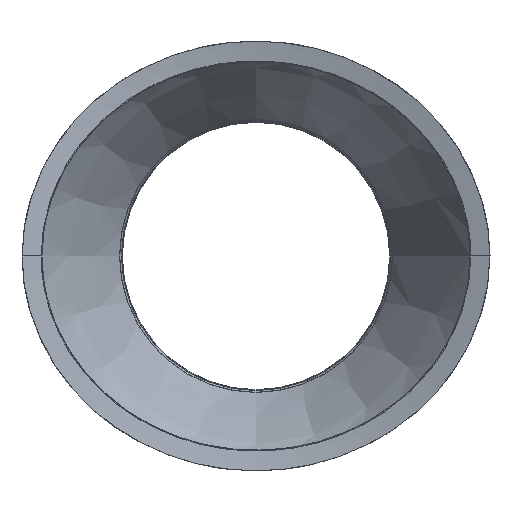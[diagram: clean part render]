
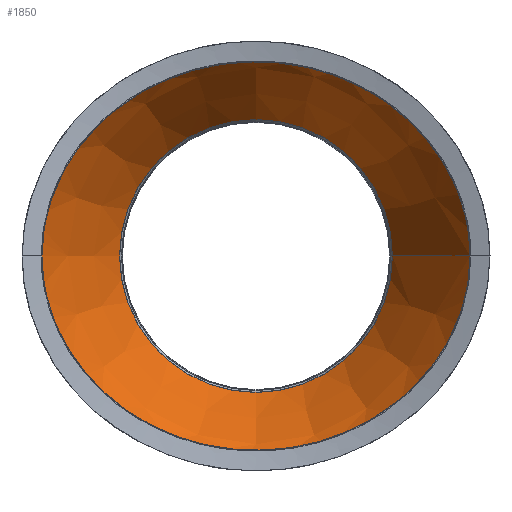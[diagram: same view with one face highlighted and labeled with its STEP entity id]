
A CAD part, front view. The second image highlights one B-rep face of the part: STEP entity #1850.
In plain terms, the highlighted conical face has half-angle 30 degrees and reference radius 98.609 mm.
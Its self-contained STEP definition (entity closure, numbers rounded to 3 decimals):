
#122=CARTESIAN_POINT('',(154.737,474.718,0.0));
#123=VERTEX_POINT('',#122);
#303=CARTESIAN_POINT('',(-154.737,474.718,0.0));
#304=VERTEX_POINT('',#303);
#305=CARTESIAN_POINT('',(-154.737,474.718,0.));
#306=CARTESIAN_POINT('',(-154.737,474.718,-12.774));
#307=CARTESIAN_POINT('',(-152.787,475.372,-25.38));
#308=CARTESIAN_POINT('',(-143.679,478.249,-54.744));
#309=CARTESIAN_POINT('',(-134.843,480.954,-70.541));
#310=CARTESIAN_POINT('',(-111.553,486.954,-98.503));
#311=CARTESIAN_POINT('',(-97.035,490.21,-110.38));
#312=CARTESIAN_POINT('',(-62.989,495.849,-129.472));
#313=CARTESIAN_POINT('',(-43.278,498.074,-136.034));
#314=CARTESIAN_POINT('',(-11.675,499.535,-140.374));
#315=CARTESIAN_POINT('',(-0.394,499.675,-140.779));
#316=CARTESIAN_POINT('',(24.479,499.129,-139.169));
#317=CARTESIAN_POINT('',(37.932,498.261,-136.628));
#318=CARTESIAN_POINT('',(67.959,495.154,-127.017));
#319=CARTESIAN_POINT('',(83.977,492.577,-118.823));
#320=CARTESIAN_POINT('',(112.397,486.821,-97.517));
#321=CARTESIAN_POINT('',(124.702,483.667,-84.462));
#322=CARTESIAN_POINT('',(141.936,478.809,-57.262));
#323=CARTESIAN_POINT('',(147.732,476.981,-43.905));
#324=CARTESIAN_POINT('',(153.529,475.12,-20.019));
#325=CARTESIAN_POINT('',(154.737,474.718,-10.052));
#326=CARTESIAN_POINT('',(154.737,474.718,0.));
#327=B_SPLINE_CURVE_WITH_KNOTS('',3,(#305,#306,#307,#308,#309,#310,#311,#312,#313,#314,#315,#316,#317,#318,#319,#320,#321,#322,#323,#324,#325,#326),.UNSPECIFIED.,.F.,.U.,(4,2,2,2,2,2,2,2,2,2,4),(0.0,3.832,9.264,14.89,21.061,24.424,28.505,33.886,39.27,43.646,46.659),.UNSPECIFIED.);
#328=EDGE_CURVE('',#304,#123,#327,.T.);
#516=CARTESIAN_POINT('',(154.737,474.718,0.003));
#517=VERTEX_POINT('',#516);
#518=CARTESIAN_POINT('',(154.737,474.718,0.003));
#519=CARTESIAN_POINT('',(154.736,474.718,12.777));
#520=CARTESIAN_POINT('',(152.786,475.372,25.383));
#521=CARTESIAN_POINT('',(143.678,478.249,54.748));
#522=CARTESIAN_POINT('',(134.841,480.955,70.545));
#523=CARTESIAN_POINT('',(111.549,486.955,98.506));
#524=CARTESIAN_POINT('',(97.031,490.211,110.383));
#525=CARTESIAN_POINT('',(62.985,495.849,129.474));
#526=CARTESIAN_POINT('',(43.275,498.074,136.034));
#527=CARTESIAN_POINT('',(11.673,499.535,140.374));
#528=CARTESIAN_POINT('',(0.393,499.675,140.779));
#529=CARTESIAN_POINT('',(-24.481,499.129,139.168));
#530=CARTESIAN_POINT('',(-37.935,498.261,136.627));
#531=CARTESIAN_POINT('',(-67.964,495.153,127.015));
#532=CARTESIAN_POINT('',(-83.984,492.576,118.82));
#533=CARTESIAN_POINT('',(-112.404,486.819,97.511));
#534=CARTESIAN_POINT('',(-124.707,483.665,84.455));
#535=CARTESIAN_POINT('',(-141.939,478.808,57.256));
#536=CARTESIAN_POINT('',(-147.733,476.98,43.901));
#537=CARTESIAN_POINT('',(-153.529,475.12,20.017));
#538=CARTESIAN_POINT('',(-154.737,474.718,10.051));
#539=CARTESIAN_POINT('',(-154.737,474.718,0.));
#540=B_SPLINE_CURVE_WITH_KNOTS('',3,(#518,#519,#520,#521,#522,#523,#524,#525,#526,#527,#528,#529,#530,#531,#532,#533,#534,#535,#536,#537,#538,#539),.UNSPECIFIED.,.F.,.U.,(4,2,2,2,2,2,2,2,2,2,4),(0.,3.832,9.265,14.89,21.061,24.424,28.505,33.886,39.27,43.646,46.658),.UNSPECIFIED.);
#541=EDGE_CURVE('',#517,#304,#540,.T.);
#1795=CARTESIAN_POINT('',(98.609,571.934,0.002));
#1796=VERTEX_POINT('',#1795);
#1797=CARTESIAN_POINT('',(98.609,571.934,0.002));
#1798=DIRECTION('',(0.5,-0.866,0.));
#1799=VECTOR('',#1798,112.256);
#1800=LINE('',#1797,#1799);
#1801=EDGE_CURVE('',#1796,#517,#1800,.T.);
#1825=CARTESIAN_POINT('',(0.0,571.934,0.0));
#1826=DIRECTION('',(0.0,-1.0,0.0));
#1827=DIRECTION('',(1.,0.0,0.));
#1828=AXIS2_PLACEMENT_3D('',#1825,#1826,#1827);
#1829=CONICAL_SURFACE('',#1828,98.609,30.);
#1830=ORIENTED_EDGE('',*,*,#328,.T.);
#1831=CARTESIAN_POINT('',(98.609,571.934,0.0));
#1832=VERTEX_POINT('',#1831);
#1833=CARTESIAN_POINT('',(98.609,571.934,0.0));
#1834=DIRECTION('',(0.5,-0.866,0.0));
#1835=VECTOR('',#1834,112.256);
#1836=LINE('',#1833,#1835);
#1837=EDGE_CURVE('',#1832,#123,#1836,.T.);
#1838=ORIENTED_EDGE('',*,*,#1837,.F.);
#1839=CARTESIAN_POINT('',(0.0,571.934,0.0));
#1840=DIRECTION('',(0.0,1.0,0.0));
#1841=DIRECTION('',(1.0,0.0,0.0));
#1842=AXIS2_PLACEMENT_3D('',#1839,#1840,#1841);
#1843=CIRCLE('',#1842,98.609);
#1844=EDGE_CURVE('',#1832,#1796,#1843,.T.);
#1845=ORIENTED_EDGE('',*,*,#1844,.T.);
#1846=ORIENTED_EDGE('',*,*,#1801,.T.);
#1847=ORIENTED_EDGE('',*,*,#541,.T.);
#1848=EDGE_LOOP('',(#1830,#1838,#1845,#1846,#1847));
#1849=FACE_OUTER_BOUND('',#1848,.T.);
#1850=ADVANCED_FACE('',(#1849),#1829,.F.);
